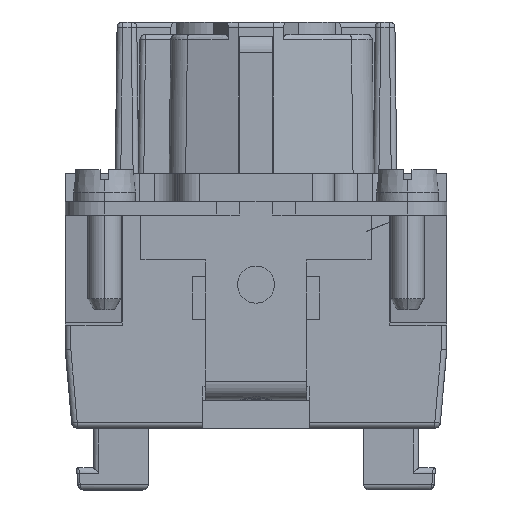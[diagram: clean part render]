
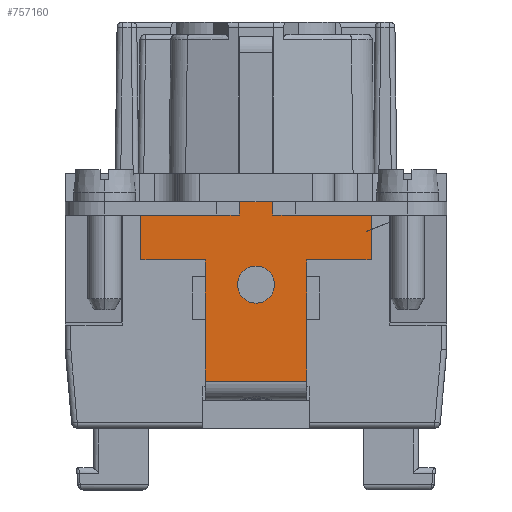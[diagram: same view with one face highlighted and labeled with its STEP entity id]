
A CAD part, left-side view. The second image highlights one B-rep face of the part: STEP entity #757160.
In plain terms, the highlighted planar face has unit normal (-1, 0, 0).
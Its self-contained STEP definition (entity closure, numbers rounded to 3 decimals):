
#12170=CARTESIAN_POINT('',(7.896,44.084,
-20.6));
#12180=DIRECTION('',(0.,0.,1.));
#12190=VECTOR('',#12180,1.);
#12200=LINE('',#12170,#12190);
#12210=CARTESIAN_POINT('',(7.896,44.084,
1.6));
#12220=VERTEX_POINT('',#12210);
#12230=CARTESIAN_POINT('',(7.896,44.084,
5.4));
#12240=VERTEX_POINT('',#12230);
#12250=EDGE_CURVE('',#12220,#12240,#12200,.T.);
#12700=CARTESIAN_POINT('',(7.896,46.934,
2.3));
#12710=VERTEX_POINT('',#12700);
#12740=CARTESIAN_POINT('',(7.896,48.584,
2.3));
#12750=DIRECTION('',(-1.,0.,0.));
#12760=DIRECTION('',(0.,-1.,0.));
#12770=AXIS2_PLACEMENT_3D('',#12740,#12750,#12760);
#12780=CIRCLE('',#12770,1.65);
#12790=CARTESIAN_POINT('',(7.896,50.234,
2.3));
#12800=VERTEX_POINT('',#12790);
#12810=EDGE_CURVE('',#12800,#12710,#12780,.T.);
#13160=EDGE_CURVE('',#12710,#12800,#12780,.T.);
#734630=CARTESIAN_POINT('',(7.896,50.084,-5.1));
#734640=VERTEX_POINT('',#734630);
#734670=CARTESIAN_POINT('',(7.896,0.,-5.1));
#734680=DIRECTION('',(0.,-1.,0.));
#734690=VECTOR('',#734680,1.);
#734700=LINE('',#734670,#734690);
#734710=CARTESIAN_POINT('',(7.896,47.084,-5.1));
#734720=VERTEX_POINT('',#734710);
#734730=EDGE_CURVE('',#734640,#734720,#734700,.T.);
#734960=CARTESIAN_POINT('',(7.896,45.084,
-3.9));
#734970=VERTEX_POINT('',#734960);
#742700=CARTESIAN_POINT('',(7.896,47.084,
-20.6));
#742710=DIRECTION('',(0.,0.,-1.));
#742720=VECTOR('',#742710,1.);
#742730=LINE('',#742700,#742720);
#743270=CARTESIAN_POINT('',(7.896,50.084,
-20.6));
#743280=DIRECTION('',(0.,0.,1.));
#743290=VECTOR('',#743280,1.);
#743300=LINE('',#743270,#743290);
#743440=CARTESIAN_POINT('',(7.896,31.584,
-20.6));
#743450=DIRECTION('',(-1.,0.,0.));
#743460=DIRECTION('',(0.,-1.,0.));
#743470=AXIS2_PLACEMENT_3D('',#743440,#743450,#743460);
#743480=PLANE('',#743470);
#745940=CARTESIAN_POINT('',(7.896,92.583,
-3.9));
#745950=DIRECTION('',(0.,1.,0.));
#745960=VECTOR('',#745950,1.);
#745970=LINE('',#745940,#745960);
#745980=CARTESIAN_POINT('',(7.896,38.334,
-3.9));
#745990=VERTEX_POINT('',#745980);
#746000=EDGE_CURVE('',#745990,#734970,#745970,.T.);
#746280=CARTESIAN_POINT('',(7.896,38.334,
-20.6));
#746290=DIRECTION('',(0.,0.,-1.));
#746300=VECTOR('',#746290,1.);
#746310=LINE('',#746280,#746300);
#746320=CARTESIAN_POINT('',(7.896,38.334,
0.1));
#746330=VERTEX_POINT('',#746320);
#746340=EDGE_CURVE('',#746330,#745990,#746310,.T.);
#746620=CARTESIAN_POINT('',(7.896,44.084,
0.1));
#746630=VERTEX_POINT('',#746620);
#746680=CARTESIAN_POINT('',(7.896,92.583,
0.1));
#746690=DIRECTION('',(0.,-1.,0.));
#746700=VECTOR('',#746690,1.);
#746710=LINE('',#746680,#746700);
#746720=EDGE_CURVE('',#746630,#746330,#746710,.T.);
#746970=CARTESIAN_POINT('',(7.896,44.084,
-20.6));
#746980=DIRECTION('',(0.,0.,-1.));
#746990=VECTOR('',#746980,1.);
#747000=LINE('',#746970,#746990);
#747010=EDGE_CURVE('',#12220,#746630,#747000,.T.);
#747130=CARTESIAN_POINT('',(7.896,44.084,
-20.6));
#747140=DIRECTION('',(0.,0.,-1.));
#747150=VECTOR('',#747140,1.);
#747160=LINE('',#747130,#747150);
#747170=CARTESIAN_POINT('',(7.896,44.084,
10.9));
#747180=VERTEX_POINT('',#747170);
#747190=EDGE_CURVE('',#747180,#12240,#747160,.T.);
#747680=CARTESIAN_POINT('',(7.896,92.583,
10.9));
#747690=DIRECTION('',(0.,-1.,0.));
#747700=VECTOR('',#747690,1.);
#747710=LINE('',#747680,#747700);
#747720=CARTESIAN_POINT('',(7.896,53.084,
10.9));
#747730=VERTEX_POINT('',#747720);
#747740=EDGE_CURVE('',#747730,#747180,#747710,.T.);
#754660=CARTESIAN_POINT('',(7.896,53.084,
5.4));
#754670=VERTEX_POINT('',#754660);
#754750=CARTESIAN_POINT('',(7.896,53.084,
-20.6));
#754760=DIRECTION('',(0.,0.,1.));
#754770=VECTOR('',#754760,1.);
#754780=LINE('',#754750,#754770);
#754790=EDGE_CURVE('',#754670,#747730,#754780,.T.);
#756010=CARTESIAN_POINT('',(7.896,53.084,
1.6));
#756020=VERTEX_POINT('',#756010);
#756320=CARTESIAN_POINT('',(7.896,53.084,
-20.6));
#756330=DIRECTION('',(0.,0.,1.));
#756340=VECTOR('',#756330,1.);
#756350=LINE('',#756320,#756340);
#756360=EDGE_CURVE('',#756020,#754670,#756350,.T.);
#756480=ORIENTED_EDGE('',*,*,#13160,.F.);
#756490=ORIENTED_EDGE('',*,*,#12810,.F.);
#756500=EDGE_LOOP('',(#756490,#756480));
#756510=FACE_BOUND('',#756500,.T.);
#756520=CARTESIAN_POINT('',(7.896,50.084,
-3.9));
#756530=VERTEX_POINT('',#756520);
#756540=EDGE_CURVE('',#734640,#756530,#743300,.T.);
#756550=ORIENTED_EDGE('',*,*,#756540,.F.);
#756560=CARTESIAN_POINT('',(7.896,92.583,
-3.9));
#756570=DIRECTION('',(0.,-1.,0.));
#756580=VECTOR('',#756570,1.);
#756590=LINE('',#756560,#756580);
#756600=CARTESIAN_POINT('',(7.896,52.084,
-3.9));
#756610=VERTEX_POINT('',#756600);
#756620=EDGE_CURVE('',#756610,#756530,#756590,.T.);
#756630=ORIENTED_EDGE('',*,*,#756620,.T.);
#756640=CARTESIAN_POINT('',(7.896,92.583,
-3.9));
#756650=DIRECTION('',(0.,1.,0.));
#756660=VECTOR('',#756650,1.);
#756670=LINE('',#756640,#756660);
#756680=CARTESIAN_POINT('',(7.896,58.834,
-3.9));
#756690=VERTEX_POINT('',#756680);
#756700=EDGE_CURVE('',#756610,#756690,#756670,.T.);
#756710=ORIENTED_EDGE('',*,*,#756700,.F.);
#756720=CARTESIAN_POINT('',(7.896,58.834,
-20.6));
#756730=DIRECTION('',(0.,0.,1.));
#756740=VECTOR('',#756730,1.);
#756750=LINE('',#756720,#756740);
#756760=CARTESIAN_POINT('',(7.896,58.834,
0.1));
#756770=VERTEX_POINT('',#756760);
#756780=EDGE_CURVE('',#756690,#756770,#756750,.T.);
#756790=ORIENTED_EDGE('',*,*,#756780,.F.);
#756800=CARTESIAN_POINT('',(7.896,92.583,
0.1));
#756810=DIRECTION('',(0.,-1.,0.));
#756820=VECTOR('',#756810,1.);
#756830=LINE('',#756800,#756820);
#756840=CARTESIAN_POINT('',(7.896,53.084,
0.1));
#756850=VERTEX_POINT('',#756840);
#756860=EDGE_CURVE('',#756770,#756850,#756830,.T.);
#756870=ORIENTED_EDGE('',*,*,#756860,.F.);
#756880=CARTESIAN_POINT('',(7.896,53.084,
-20.6));
#756890=DIRECTION('',(0.,0.,1.));
#756900=VECTOR('',#756890,1.);
#756910=LINE('',#756880,#756900);
#756920=EDGE_CURVE('',#756850,#756020,#756910,.T.);
#756930=ORIENTED_EDGE('',*,*,#756920,.F.);
#756940=ORIENTED_EDGE('',*,*,#756360,.F.);
#756950=ORIENTED_EDGE('',*,*,#754790,.F.);
#756960=ORIENTED_EDGE('',*,*,#747740,.F.);
#756970=ORIENTED_EDGE('',*,*,#747190,.F.);
#756980=ORIENTED_EDGE('',*,*,#12250,.T.);
#756990=ORIENTED_EDGE('',*,*,#747010,.F.);
#757000=ORIENTED_EDGE('',*,*,#746720,.F.);
#757010=ORIENTED_EDGE('',*,*,#746340,.F.);
#757020=ORIENTED_EDGE('',*,*,#746000,.F.);
#757030=CARTESIAN_POINT('',(7.896,92.583,
-3.9));
#757040=DIRECTION('',(0.,-1.,0.));
#757050=VECTOR('',#757040,1.);
#757060=LINE('',#757030,#757050);
#757070=CARTESIAN_POINT('',(7.896,47.084,
-3.9));
#757080=VERTEX_POINT('',#757070);
#757090=EDGE_CURVE('',#757080,#734970,#757060,.T.);
#757100=ORIENTED_EDGE('',*,*,#757090,.T.);
#757110=EDGE_CURVE('',#757080,#734720,#742730,.T.);
#757120=ORIENTED_EDGE('',*,*,#757110,.F.);
#757130=ORIENTED_EDGE('',*,*,#734730,.T.);
#757140=EDGE_LOOP('',(#757130,#757120,#757100,#757020,#757010,#757000,
#756990,#756980,#756970,#756960,#756950,#756940,#756930,#756870,#756790,
#756710,#756630,#756550));
#757150=FACE_OUTER_BOUND('',#757140,.T.);
#757160=ADVANCED_FACE('',(#756510,#757150),#743480,.T.);
